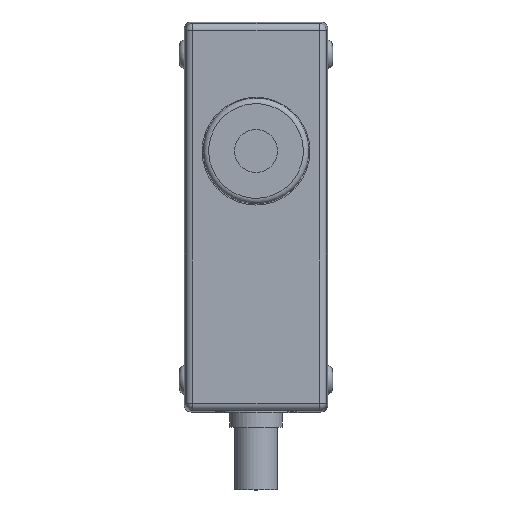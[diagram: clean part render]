
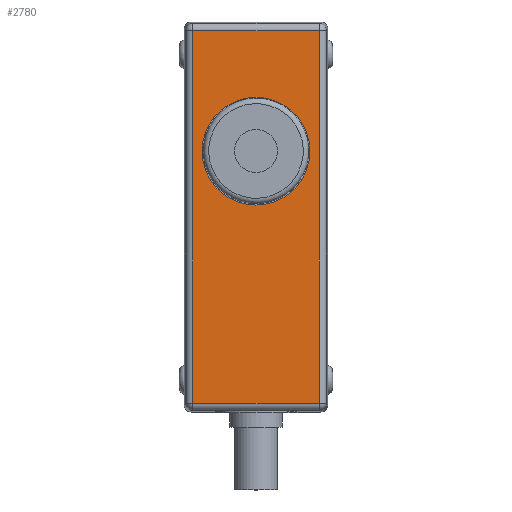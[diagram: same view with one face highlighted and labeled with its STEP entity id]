
A CAD part, top view. The second image highlights one B-rep face of the part: STEP entity #2780.
In plain terms, the highlighted planar face has unit normal (0, 0, 1).
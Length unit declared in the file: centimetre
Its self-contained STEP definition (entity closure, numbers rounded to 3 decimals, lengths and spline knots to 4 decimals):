
#468=VECTOR('',#3650,1.);
#472=VECTOR('',#3680,1.);
#473=VECTOR('',#3683,1.);
#475=VECTOR('',#3687,1.);
#656=LINE('',#4484,#468);
#660=LINE('',#4507,#472);
#661=LINE('',#4509,#473);
#663=LINE('',#4512,#475);
#752=PLANE('',#3048);
#975=VERTEX_POINT('',#4434);
#985=VERTEX_POINT('',#4459);
#990=VERTEX_POINT('',#4472);
#995=VERTEX_POINT('',#4488);
#997=VERTEX_POINT('',#4497);
#1094=CIRCLE('',#3011,1.5);
#1422=EDGE_CURVE('',#975,#975,#1094,.T.);
#1446=EDGE_CURVE('',#985,#990,#656,.T.);
#1458=EDGE_CURVE('',#990,#997,#660,.T.);
#1459=EDGE_CURVE('',#997,#995,#661,.T.);
#1461=EDGE_CURVE('',#995,#985,#663,.T.);
#2158=ORIENTED_EDGE('',*,*,#1422,.T.);
#2159=ORIENTED_EDGE('',*,*,#1446,.F.);
#2160=ORIENTED_EDGE('',*,*,#1461,.F.);
#2161=ORIENTED_EDGE('',*,*,#1459,.F.);
#2162=ORIENTED_EDGE('',*,*,#1458,.F.);
#2395=EDGE_LOOP('',(#2158));
#2396=EDGE_LOOP('',(#2159,#2160,#2161,#2162));
#2615=FACE_BOUND('',#2395,.T.);
#2616=FACE_BOUND('',#2396,.T.);
#2780=ADVANCED_FACE('',(#2615,#2616),#752,.T.);
#3011=AXIS2_PLACEMENT_3D('',#4433,#3601,#3602);
#3048=AXIS2_PLACEMENT_3D('',#4517,#3692,$);
#3601=DIRECTION('',(0.,0.,-1.));
#3602=DIRECTION('',(1.5,0.,0.));
#3650=DIRECTION('',(1.,0.,0.));
#3680=DIRECTION('',(0.,-1.,0.));
#3683=DIRECTION('',(-1.,0.,0.));
#3687=DIRECTION('',(0.,1.,0.));
#3692=DIRECTION('',(0.,0.,1.));
#4433=CARTESIAN_POINT('',(0.,1.83,1.4));
#4434=CARTESIAN_POINT('',(1.5,1.83,1.4));
#4459=CARTESIAN_POINT('',(-1.758,5.188,1.4));
#4472=CARTESIAN_POINT('',(1.758,5.188,1.4));
#4484=CARTESIAN_POINT('',(-1.,5.188,1.4));
#4488=CARTESIAN_POINT('',(-1.758,-5.188,1.4));
#4497=CARTESIAN_POINT('',(1.758,-5.188,1.4));
#4507=CARTESIAN_POINT('',(1.758,2.715,1.4));
#4509=CARTESIAN_POINT('',(1.,-5.188,1.4));
#4512=CARTESIAN_POINT('',(-1.758,-2.715,1.4));
#4517=CARTESIAN_POINT('',(0.,0.,1.4));
